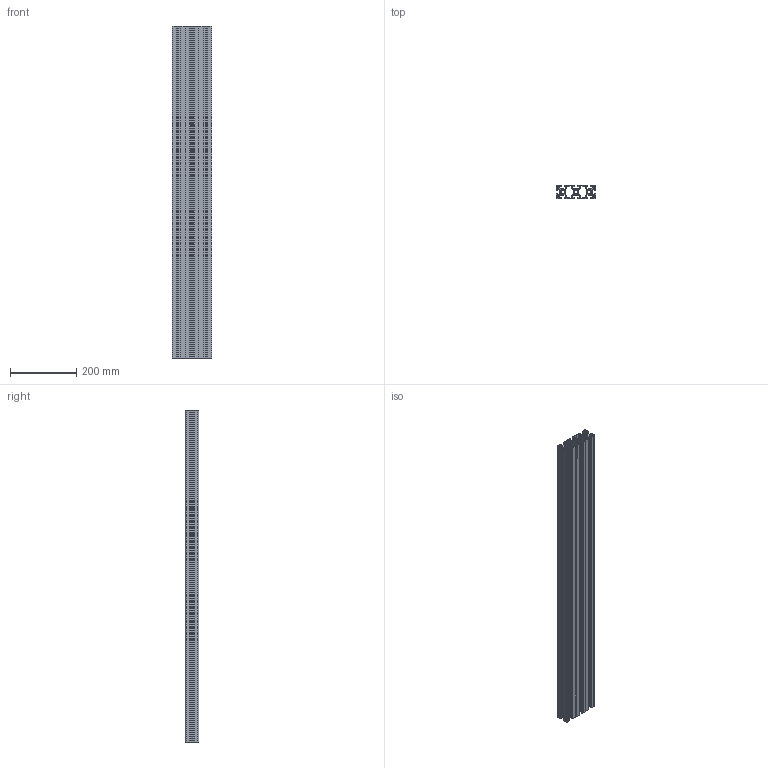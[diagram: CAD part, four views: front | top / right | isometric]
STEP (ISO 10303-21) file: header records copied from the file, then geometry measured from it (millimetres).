
FILE_DESCRIPTION (( 'STEP AP214' ), '1' );
FILE_NAME ('4412X Êîíñòðóêöèîííûé ïðîôèëü 40õ120.STEP', '2019-11-01T08:25:27', ( 'Windows User' ), ( '' ), 'SwSTEP 2.0', 'SolidWorks 2019', '' );
FILE_SCHEMA (( 'AUTOMOTIVE_DESIGN' ));
Length unit declared in the file: millimetre
Products named in the file (1): 4412X Êîíñòðóêöèîííûé ïðîôèëü 40õ120
Bounding box: 120 x 40 x 1000 mm (x, y, z)
Volume: 1448620.4 mm3; surface area: 1139203.2 mm2
Topology: 1 solids, 1 shells, 670 faces, 2004 edges, 1336 vertices
Faces by surface type: plane 358, cylinder 312
Entity records: 22762 total; most frequent: CARTESIAN_POINT 4011, ORIENTED_EDGE 4008, DIRECTION 3970, EDGE_CURVE 2004, LINE 1380, VECTOR 1380, VERTEX_POINT 1336, AXIS2_PLACEMENT_3D 1295
